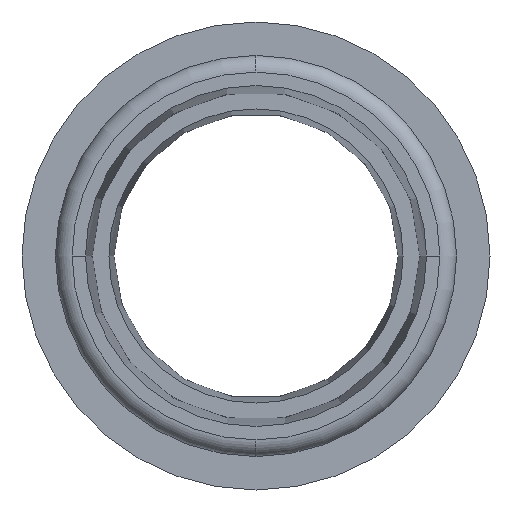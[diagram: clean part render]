
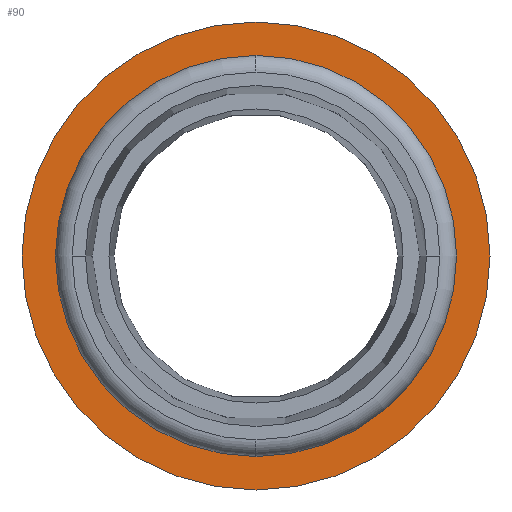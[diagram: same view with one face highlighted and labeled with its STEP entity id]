
A CAD part, left-side view. The second image highlights one B-rep face of the part: STEP entity #90.
In plain terms, the highlighted planar face has unit normal (-1, 0, 0).
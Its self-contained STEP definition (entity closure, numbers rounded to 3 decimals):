
#90=ADVANCED_FACE('',(#186,#187),#188,.T.);
#186=FACE_BOUND('',#283,.T.);
#187=FACE_OUTER_BOUND('',#284,.T.);
#188=PLANE('',#285);
#283=EDGE_LOOP('',(#632,#633));
#284=EDGE_LOOP('',(#634,#635));
#285=AXIS2_PLACEMENT_3D('',#636,#637,#638);
#632=ORIENTED_EDGE('',*,*,#715,.F.);
#633=ORIENTED_EDGE('',*,*,#719,.F.);
#634=ORIENTED_EDGE('',*,*,#642,.T.);
#635=ORIENTED_EDGE('',*,*,#747,.T.);
#636=CARTESIAN_POINT('',(28.2,6.5,0.));
#637=DIRECTION('',(-1.0,0.0,0.));
#638=DIRECTION('',(0.0,1.0,0.0));
#642=EDGE_CURVE('',#749,#753,#755,.T.);
#715=EDGE_CURVE('',#887,#889,#890,.T.);
#719=EDGE_CURVE('',#889,#887,#895,.T.);
#747=EDGE_CURVE('',#753,#749,#927,.T.);
#749=VERTEX_POINT('',#929);
#753=VERTEX_POINT('',#934);
#755=CIRCLE('',#937,7.0);
#887=VERTEX_POINT('',#1091);
#889=VERTEX_POINT('',#1094);
#890=CIRCLE('',#1095,6.0);
#895=CIRCLE('',#1101,6.0);
#927=CIRCLE('',#1133,7.0);
#929=CARTESIAN_POINT('',(28.2,7.0,0.));
#934=CARTESIAN_POINT('',(28.2,-7.0,0.));
#937=AXIS2_PLACEMENT_3D('',#1139,#1140,#1141);
#1091=CARTESIAN_POINT('',(28.2,6.0,0.));
#1094=CARTESIAN_POINT('',(28.2,-6.0,0.));
#1095=AXIS2_PLACEMENT_3D('',#1312,#1313,#1314);
#1101=AXIS2_PLACEMENT_3D('',#1322,#1323,#1324);
#1133=AXIS2_PLACEMENT_3D('',#1406,#1407,#1408);
#1139=CARTESIAN_POINT('',(28.2,0.0,0.));
#1140=DIRECTION('',(-1.0,0.0,0.));
#1141=DIRECTION('',(0.0,1.0,0.0));
#1312=CARTESIAN_POINT('',(28.2,0.0,0.));
#1313=DIRECTION('',(-1.0,0.0,0.));
#1314=DIRECTION('',(0.0,1.0,0.0));
#1322=CARTESIAN_POINT('',(28.2,0.0,0.));
#1323=DIRECTION('',(-1.0,0.0,0.));
#1324=DIRECTION('',(0.0,1.0,0.0));
#1406=CARTESIAN_POINT('',(28.2,0.0,0.));
#1407=DIRECTION('',(-1.0,0.0,0.));
#1408=DIRECTION('',(0.0,1.0,0.0));
